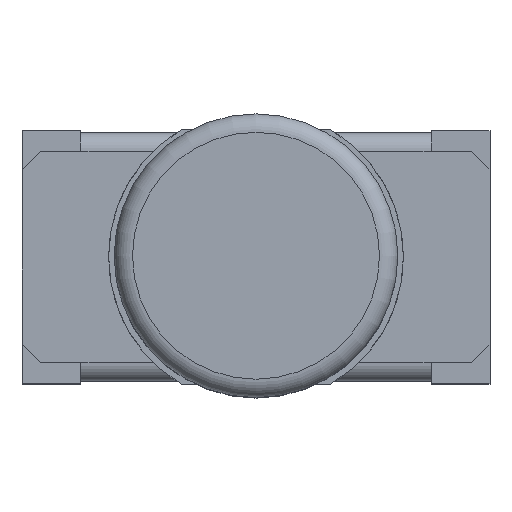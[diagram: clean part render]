
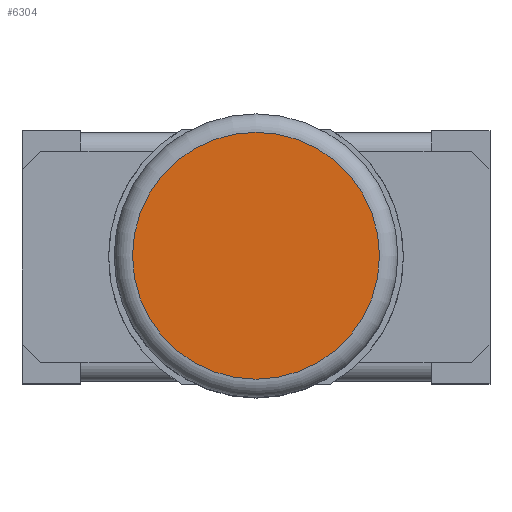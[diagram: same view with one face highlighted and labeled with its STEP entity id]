
A CAD part, top view. The second image highlights one B-rep face of the part: STEP entity #6304.
In plain terms, the highlighted planar face has unit normal (0, 0, 1).
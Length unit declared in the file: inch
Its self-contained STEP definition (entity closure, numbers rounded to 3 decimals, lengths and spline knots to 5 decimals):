
#1531=PLANE('',#6738);
#1768=FACE_OUTER_BOUND('',#2138,.T.);
#2138=EDGE_LOOP('',(#4569));
#2515=CIRCLE('',#6735,0.13189);
#2851=VERTEX_POINT('',#9162);
#3503=EDGE_CURVE('',#2851,#2851,#2515,.T.);
#4569=ORIENTED_EDGE('',*,*,#3503,.F.);
#6304=ADVANCED_FACE('',(#1768),#1531,.F.);
#6735=AXIS2_PLACEMENT_3D('',#9164,#7397,#7398);
#6738=AXIS2_PLACEMENT_3D('',#9169,#7404,#7405);
#7397=DIRECTION('center_axis',(0.,0.,
-1.));
#7398=DIRECTION('ref_axis',(0.,-1.,0.));
#7404=DIRECTION('center_axis',(0.,0.,
-1.));
#7405=DIRECTION('ref_axis',(0.,-1.,0.));
#9162=CARTESIAN_POINT('',(0.,0.13189,1.15118));
#9164=CARTESIAN_POINT('Origin',(0.,0.,
1.15118));
#9169=CARTESIAN_POINT('Origin',(0.,0.,
1.15118));
